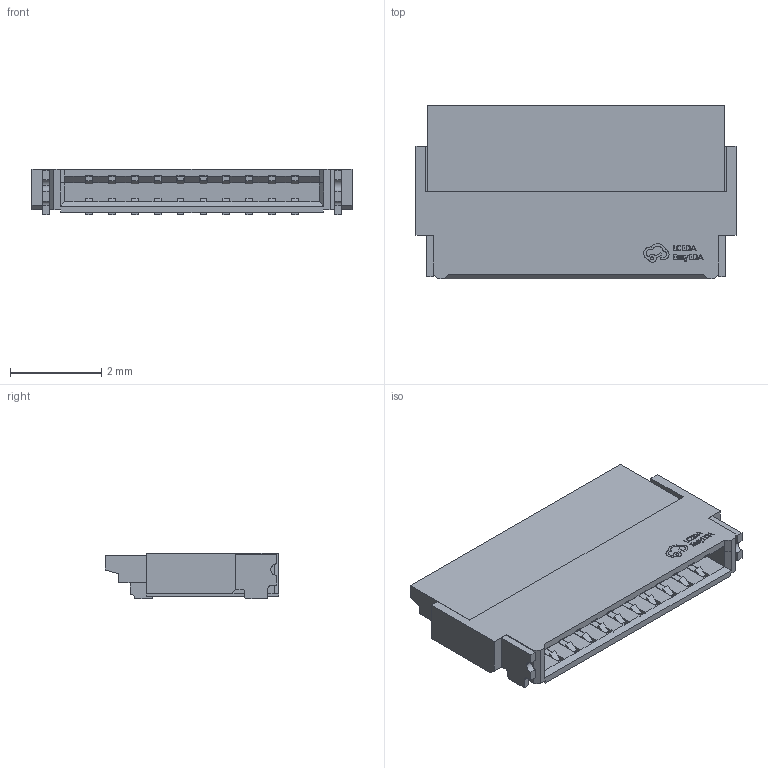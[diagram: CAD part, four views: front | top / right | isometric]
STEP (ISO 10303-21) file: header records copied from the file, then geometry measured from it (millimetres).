
FILE_DESCRIPTION (( 'STEP AP214' ), '1' );
FILE_NAME ('FPC-SMD_10P-P0.50_HDGC_0.5K-HX-10PWB.step', '2022-07-06T07:51:56', ( '' ), ( '' ), 'SwSTEP 2.0', 'SolidWorks 2020', '' );
FILE_SCHEMA (( 'AUTOMOTIVE_DESIGN' ));
Length unit declared in the file: millimetre
Products named in the file (1): FPC-SMD_10P-P0.50_HDGC_0.5K-HX-10PWB
Bounding box: 7 x 3.8 x 1 mm (x, y, z)
Volume: 16.5 mm3; surface area: 123.9 mm2
Topology: 1 solids, 1 shells, 605 faces, 1694 edges, 1110 vertices
Faces by surface type: plane 488, bspline 98, cylinder 19
Entity records: 26307 total; most frequent: CARTESIAN_POINT 4716, ORIENTED_EDGE 3388, DIRECTION 2552, EDGE_CURVE 1694, VECTOR 1452, LINE 1452, VERTEX_POINT 1110, EDGE_LOOP 624
